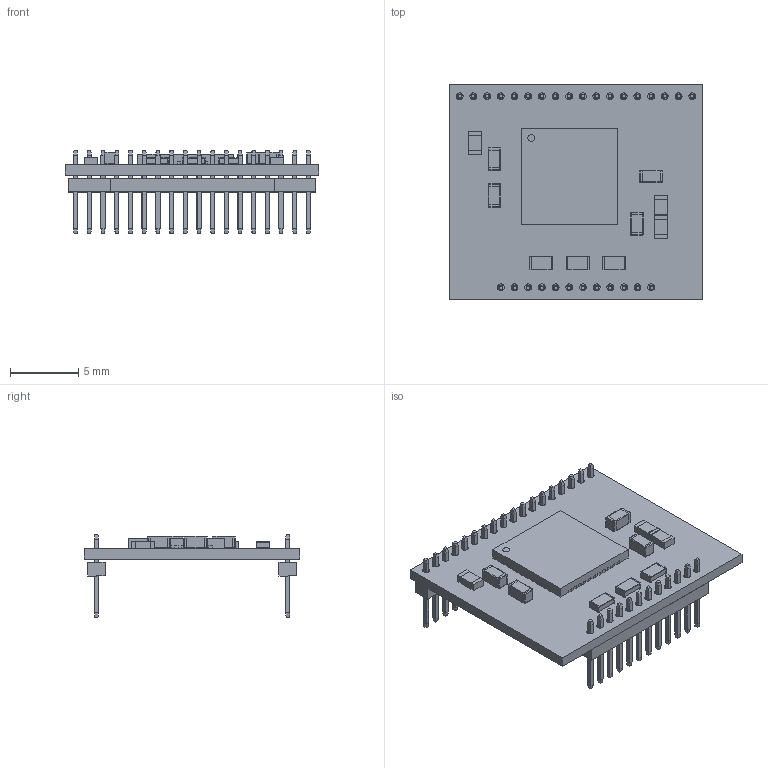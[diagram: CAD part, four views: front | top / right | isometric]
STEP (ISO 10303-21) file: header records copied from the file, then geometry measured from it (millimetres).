
FILE_DESCRIPTION(('Open CASCADE Model'),'2;1');
FILE_NAME('Open CASCADE Shape Model','2020-11-02T22:40:50',('Author'),( 'Open CASCADE'),'Open CASCADE STEP processor 6.8','Open CASCADE 6.8' ,'Unknown');
FILE_SCHEMA(('AUTOMOTIVE_DESIGN { 1 0 10303 214 1 1 1 1 }'));
Length unit declared in the file: millimetre
Products named in the file (50): PCB; Board; Open CASCADE STEP translator 6.8 1.1.1; J2; BC020-18-A-0300-0200-L-G; _BC020-18-A-0300-0200-L-G_H; _BC020-18-A-0300-0200-L-G_P; R6; 7886098720; Extruded; 7886098320; R3; 9170938160; Mid_Body; Terminal; Open_CASCADE_STEP_translator_6.8_2.2.1; Mark; R5; R4; J1; BC020-12-A-0300-0200-L-G; _BC020-12-A-0300-0200-L-G_H; _BC020-12-A-0300-0200-L-G_P; R2; R1; U1; QFN-44-1EP_7x7mm_P0.5mm_EP5.15x5.15mm; C4; 7890150048; Open_CASCADE_STEP_translator_6.8_2.1.1; Open_CASCADE_STEP_translator_6.8_2.1.2; C3; 6596596400; C2; C1; 9170936960
Assembly tree (88 placements, depth 5):
  PCB
    Board
      Open CASCADE STEP translator 6.8 1.1.1
    J2
      BC020-18-A-0300-0200-L-G
        _BC020-18-A-0300-0200-L-G_H
        _BC020-18-A-0300-0200-L-G_P  x18
    R6
      7886098720
        Extruded
      7886098320  x2
        Extruded
    R3
      9170938160
        Mid_Body
        Terminal  x2
          Open_CASCADE_STEP_translator_6.8_2.2.1
        Mark
    R5
      7886098720
        Extruded
      7886098320  x2
        Extruded
    R4
      7886098720
        Extruded
      7886098320  x2
        Extruded
    J1
      BC020-12-A-0300-0200-L-G
        _BC020-12-A-0300-0200-L-G_H
        _BC020-12-A-0300-0200-L-G_P  x12
    R2
      9170938160
        Mid_Body
        Terminal  x2
          Open_CASCADE_STEP_translator_6.8_2.2.1
        Mark
    R1
      9170938160
        Mid_Body
        Terminal  x2
          Open_CASCADE_STEP_translator_6.8_2.2.1
        Mark
    U1
      QFN-44-1EP_7x7mm_P0.5mm_EP5.15x5.15mm
    C4
      7890150048
        Terminal
          Open_CASCADE_STEP_translator_6.8_2.1.1
          Open_CASCADE_STEP_translator_6.8_2.1.2
        Mid_Body
          Open_CASCADE_STEP_translator_6.8_2.2.1
    C3
      6596596400
        Terminal
          Open_CASCADE_STEP_translator_6.8_2.1.1
          Open_CASCADE_STEP_translator_6.8_2.1.2
        Mid_Body
          Open_CASCADE_STEP_translator_6.8_2.2.1
Bounding box: 18.54 x 15.75 x 6 mm (x, y, z)
Volume: 317.8 mm3; surface area: 1268.1 mm2
Topology: 67 solids, 67 shells, 1200 faces, 2888 edges, 1792 vertices
Faces by surface type: plane 1013, cylinder 155, sphere 32
Full cylindrical faces by diameter (mm): 0.5 x31
Entity records: 23347 total; most frequent: CARTESIAN_POINT 3579, DIRECTION 3464, ORIENTED_EDGE 3448, EDGE_CURVE 1724, LINE 1454, VECTOR 1454, VERTEX_POINT 1120, AXIS2_PLACEMENT_3D 1005
